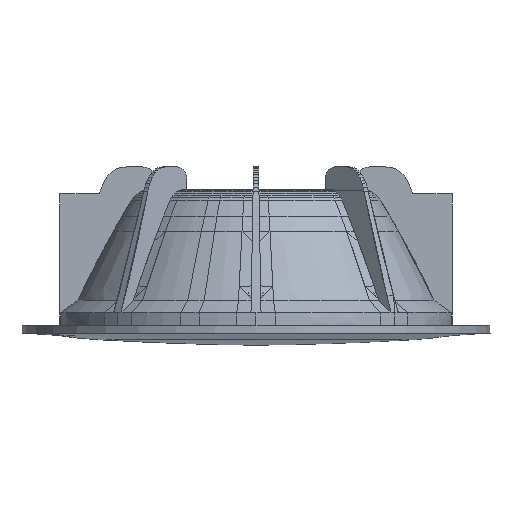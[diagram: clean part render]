
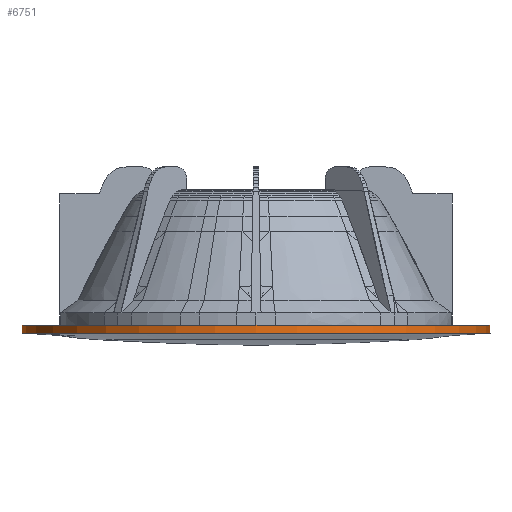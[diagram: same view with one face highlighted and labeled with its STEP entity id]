
A CAD part, front view. The second image highlights one B-rep face of the part: STEP entity #6751.
In plain terms, the highlighted cylindrical face has radius 93 mm (diameter 186 mm), a partial arc.
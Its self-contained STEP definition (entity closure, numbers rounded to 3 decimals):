
#910 = CARTESIAN_POINT ( 'NONE',  ( 93., 0., 3.983 ) ) ;
#1936 = EDGE_CURVE ( 'NONE', #8821, #34833, #12997, .T. ) ;
#2055 = CARTESIAN_POINT ( 'NONE',  ( -93., 0., 3.982 ) ) ;
#2364 = DIRECTION ( 'NONE',  ( 0., 0., -1. ) ) ;
#3152 = VECTOR ( 'NONE', #6524, 1000. ) ;
#4330 = AXIS2_PLACEMENT_3D ( 'NONE', #33767, #11547, #37441 ) ;
#6524 = DIRECTION ( 'NONE',  ( 0., 0., -1. ) ) ;
#6594 = DIRECTION ( 'NONE',  ( -1., 0., 0. ) ) ;
#6751 = ADVANCED_FACE ( 'NONE', ( #25085 ), #11739, .F. ) ;
#7185 = VERTEX_POINT ( 'NONE', #910 ) ;
#7214 = CIRCLE ( 'NONE', #4330, 93. ) ;
#8326 = ORIENTED_EDGE ( 'NONE', *, *, #1936, .F. ) ;
#8821 = VERTEX_POINT ( 'NONE', #2055 ) ;
#10122 = CARTESIAN_POINT ( 'NONE',  ( 0., 0., 3.983 ) ) ;
#11316 = EDGE_CURVE ( 'NONE', #7185, #14598, #14471, .T. ) ;
#11547 = DIRECTION ( 'NONE',  ( 0., 0., -1. ) ) ;
#11739 = CYLINDRICAL_SURFACE ( 'NONE', #13118, 93. ) ;
#12997 = LINE ( 'NONE', #47135, #3152 ) ;
#13031 = EDGE_CURVE ( 'NONE', #14598, #34833, #7214, .T. ) ;
#13118 = AXIS2_PLACEMENT_3D ( 'NONE', #10122, #36014, #6594 ) ;
#14392 = CIRCLE ( 'NONE', #34509, 93. ) ;
#14471 = LINE ( 'NONE', #20847, #30706 ) ;
#14598 = VERTEX_POINT ( 'NONE', #16441 ) ;
#16441 = CARTESIAN_POINT ( 'NONE',  ( 93., 0., 0.983 ) ) ;
#17127 = CARTESIAN_POINT ( 'NONE',  ( 0., 0., 3.983 ) ) ;
#17623 = ORIENTED_EDGE ( 'NONE', *, *, #11316, .T. ) ;
#20445 = EDGE_LOOP ( 'NONE', ( #21951, #17623, #39657, #8326 ) ) ;
#20847 = CARTESIAN_POINT ( 'NONE',  ( 93., 0., 3.983 ) ) ;
#20876 = DIRECTION ( 'NONE',  ( -1., 0., 0. ) ) ;
#21951 = ORIENTED_EDGE ( 'NONE', *, *, #30395, .F. ) ;
#25085 = FACE_OUTER_BOUND ( 'NONE', #20445, .T. ) ;
#30395 = EDGE_CURVE ( 'NONE', #7185, #8821, #14392, .T. ) ;
#30706 = VECTOR ( 'NONE', #2364, 1000. ) ;
#33675 = CARTESIAN_POINT ( 'NONE',  ( -93., 0., 0.982 ) ) ;
#33767 = CARTESIAN_POINT ( 'NONE',  ( 0., 0., 0.983 ) ) ;
#34509 = AXIS2_PLACEMENT_3D ( 'NONE', #17127, #42999, #20876 ) ;
#34833 = VERTEX_POINT ( 'NONE', #33675 ) ;
#36014 = DIRECTION ( 'NONE',  ( 0., 0., -1. ) ) ;
#37441 = DIRECTION ( 'NONE',  ( -1., 0., 0. ) ) ;
#39657 = ORIENTED_EDGE ( 'NONE', *, *, #13031, .T. ) ;
#42999 = DIRECTION ( 'NONE',  ( 0., 0., -1. ) ) ;
#47135 = CARTESIAN_POINT ( 'NONE',  ( -93., 0., 3.982 ) ) ;
